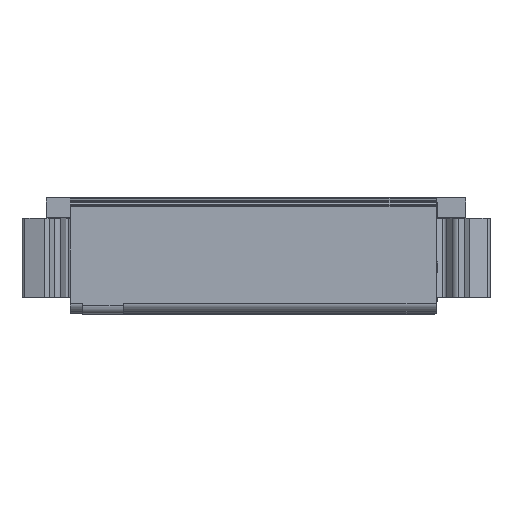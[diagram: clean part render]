
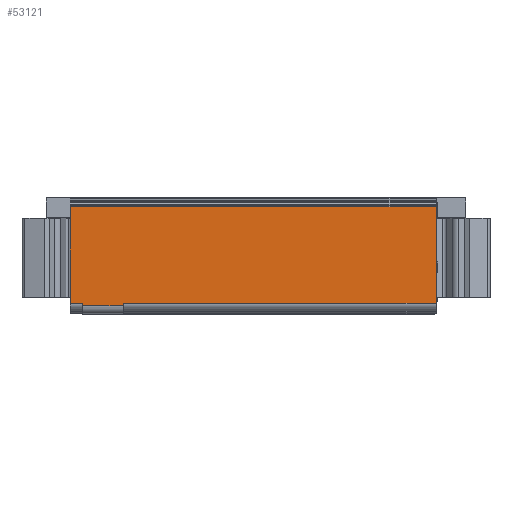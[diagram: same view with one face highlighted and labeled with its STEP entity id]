
A CAD part, left-side view. The second image highlights one B-rep face of the part: STEP entity #53121.
In plain terms, the highlighted planar face has unit normal (-1, 0, 0).
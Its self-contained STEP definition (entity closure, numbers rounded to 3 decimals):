
#4186=LINE('',#76395,#8326);
#4574=LINE('',#78363,#8714);
#4579=LINE('',#78389,#8719);
#4610=LINE('',#78477,#8750);
#4968=LINE('',#79502,#9108);
#4998=LINE('',#79583,#9138);
#5000=LINE('',#79586,#9140);
#5001=LINE('',#79587,#9141);
#8326=VECTOR('',#62023,1000.);
#8714=VECTOR('',#63085,1000.);
#8719=VECTOR('',#63110,1000.);
#8750=VECTOR('',#63189,1000.);
#9108=VECTOR('',#64107,1000.);
#9138=VECTOR('',#64205,1000.);
#9140=VECTOR('',#64209,1000.);
#9141=VECTOR('',#64210,1000.);
#11067=PLANE('',#55861);
#19824=ORIENTED_EDGE('',*,*,#27183,.F.);
#19825=ORIENTED_EDGE('',*,*,#27145,.F.);
#19826=ORIENTED_EDGE('',*,*,#27185,.T.);
#19827=ORIENTED_EDGE('',*,*,#26635,.T.);
#19828=ORIENTED_EDGE('',*,*,#27186,.T.);
#19829=ORIENTED_EDGE('',*,*,#26680,.T.);
#19830=ORIENTED_EDGE('',*,*,#26037,.F.);
#19831=ORIENTED_EDGE('',*,*,#26622,.F.);
#26037=EDGE_CURVE('',#30806,#30805,#4186,.T.);
#26622=EDGE_CURVE('',#31176,#30806,#4574,.T.);
#26635=EDGE_CURVE('',#31188,#31187,#4579,.T.);
#26680=EDGE_CURVE('',#31221,#30805,#4610,.T.);
#27145=EDGE_CURVE('',#31474,#31475,#4968,.T.);
#27183=EDGE_CURVE('',#31475,#31176,#4998,.T.);
#27185=EDGE_CURVE('',#31474,#31188,#5000,.T.);
#27186=EDGE_CURVE('',#31187,#31221,#5001,.T.);
#30805=VERTEX_POINT('',#76392);
#30806=VERTEX_POINT('',#76394);
#31176=VERTEX_POINT('',#78362);
#31187=VERTEX_POINT('',#78388);
#31188=VERTEX_POINT('',#78390);
#31221=VERTEX_POINT('',#78478);
#31474=VERTEX_POINT('',#79501);
#31475=VERTEX_POINT('',#79503);
#34438=EDGE_LOOP('',(#19824,#19825,#19826,#19827,#19828,#19829,#19830,#19831));
#36695=FACE_BOUND('',#34438,.T.);
#53121=ADVANCED_FACE('',(#36695),#11067,.F.);
#55861=AXIS2_PLACEMENT_3D('',#79585,#64207,#64208);
#62023=DIRECTION('',(0.,1.,0.));
#63085=DIRECTION('',(0.,0.,-1.));
#63110=DIRECTION('',(0.,0.,-1.));
#63189=DIRECTION('',(0.,0.,-1.));
#64107=DIRECTION('',(0.,0.,-1.));
#64205=DIRECTION('',(0.,1.,0.));
#64207=DIRECTION('',(1.,0.,0.));
#64208=DIRECTION('',(0.,0.,-1.));
#64209=DIRECTION('',(0.,1.,0.));
#64210=DIRECTION('',(0.,-1.,0.));
#76392=CARTESIAN_POINT('',(-13.075,42.58,-13.45));
#76394=CARTESIAN_POINT('',(-13.075,37.5,-13.45));
#76395=CARTESIAN_POINT('',(-13.075,37.5,-13.45));
#78362=CARTESIAN_POINT('',(-13.075,37.5,-13.15));
#78363=CARTESIAN_POINT('',(-13.075,37.5,0.));
#78388=CARTESIAN_POINT('',(-13.075,44.08,-13.15));
#78389=CARTESIAN_POINT('',(-13.075,44.08,-1.086));
#78390=CARTESIAN_POINT('',(-13.075,44.08,-1.086));
#78477=CARTESIAN_POINT('',(-13.075,42.58,0.));
#78478=CARTESIAN_POINT('',(-13.075,42.58,-13.15));
#79501=CARTESIAN_POINT('',(-13.075,-1.5,-1.086));
#79502=CARTESIAN_POINT('',(-13.075,-1.5,-1.086));
#79503=CARTESIAN_POINT('',(-13.075,-1.5,-13.15));
#79583=CARTESIAN_POINT('',(-13.075,-1.5,-13.15));
#79585=CARTESIAN_POINT('',(-13.075,-1.5,-1.086));
#79586=CARTESIAN_POINT('',(-13.075,-1.5,-1.086));
#79587=CARTESIAN_POINT('',(-13.075,44.08,-13.15));
